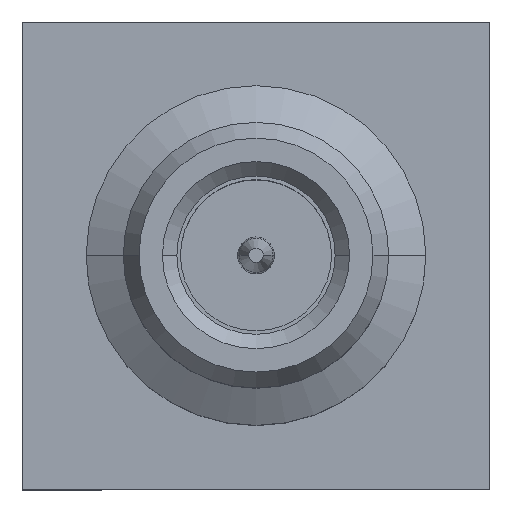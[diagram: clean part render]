
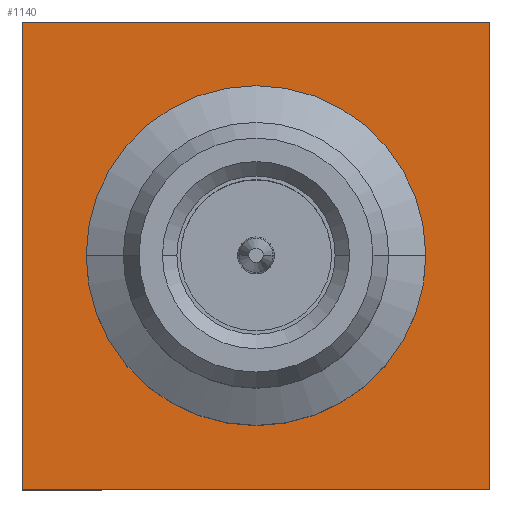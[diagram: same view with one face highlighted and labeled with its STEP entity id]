
A CAD part, top view. The second image highlights one B-rep face of the part: STEP entity #1140.
In plain terms, the highlighted planar face has unit normal (0, 0, 1).
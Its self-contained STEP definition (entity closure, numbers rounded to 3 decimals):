
#97 = EDGE_LOOP ( 'NONE', ( #1993, #2485 ) ) ;
#372 = DIRECTION ( 'NONE',  ( 0., 0., 1. ) ) ;
#391 = DIRECTION ( 'NONE',  ( 1., 0., 0. ) ) ;
#414 = CARTESIAN_POINT ( 'NONE',  ( 0., 0., -6. ) ) ;
#441 = VERTEX_POINT ( 'NONE', #2784 ) ;
#507 = VECTOR ( 'NONE', #971, 1000. ) ;
#514 = CARTESIAN_POINT ( 'NONE',  ( -3.25, 2.045, -6. ) ) ;
#525 = VERTEX_POINT ( 'NONE', #2441 ) ;
#526 = ORIENTED_EDGE ( 'NONE', *, *, #1576, .T. ) ;
#726 = AXIS2_PLACEMENT_3D ( 'NONE', #1247, #3315, #3173 ) ;
#735 = CARTESIAN_POINT ( 'NONE',  ( 3.25, 3.25, -6. ) ) ;
#765 = CARTESIAN_POINT ( 'NONE',  ( -2.045, 0., -6. ) ) ;
#781 = AXIS2_PLACEMENT_3D ( 'NONE', #2899, #2909, #2915 ) ;
#838 = CARTESIAN_POINT ( 'NONE',  ( -3.25, -3.25, -6. ) ) ;
#855 = CARTESIAN_POINT ( 'NONE',  ( 3.25, -3.25, -6. ) ) ;
#971 = DIRECTION ( 'NONE',  ( 0., -1., 0. ) ) ;
#1140 = ADVANCED_FACE ( 'NONE', ( #2876, #1454 ), #2849, .F. ) ;
#1191 = EDGE_CURVE ( 'NONE', #1789, #1908, #1343, .T. ) ;
#1202 = ORIENTED_EDGE ( 'NONE', *, *, #1928, .T. ) ;
#1231 = AXIS2_PLACEMENT_3D ( 'NONE', #414, #372, #391 ) ;
#1247 = CARTESIAN_POINT ( 'NONE',  ( 0., 0., -6. ) ) ;
#1250 = EDGE_LOOP ( 'NONE', ( #2387, #1669, #526, #1202 ) ) ;
#1343 = LINE ( 'NONE', #3166, #2032 ) ;
#1414 = CIRCLE ( 'NONE', #726, 2.045 ) ;
#1454 = FACE_BOUND ( 'NONE', #97, .T. ) ;
#1455 = EDGE_CURVE ( 'NONE', #1908, #3225, #2991, .T. ) ;
#1576 = EDGE_CURVE ( 'NONE', #3225, #525, #2191, .T. ) ;
#1669 = ORIENTED_EDGE ( 'NONE', *, *, #1455, .T. ) ;
#1675 = EDGE_CURVE ( 'NONE', #3220, #441, #1414, .T. ) ;
#1789 = VERTEX_POINT ( 'NONE', #838 ) ;
#1908 = VERTEX_POINT ( 'NONE', #855 ) ;
#1928 = EDGE_CURVE ( 'NONE', #525, #1789, #2501, .T. ) ;
#1947 = EDGE_CURVE ( 'NONE', #441, #3220, #2410, .T. ) ;
#1993 = ORIENTED_EDGE ( 'NONE', *, *, #1947, .F. ) ;
#2032 = VECTOR ( 'NONE', #3013, 1000. ) ;
#2050 = CARTESIAN_POINT ( 'NONE',  ( 0., 3.25, -6. ) ) ;
#2061 = DIRECTION ( 'NONE',  ( -1., 0., 0. ) ) ;
#2191 = LINE ( 'NONE', #2050, #2825 ) ;
#2264 = VECTOR ( 'NONE', #2881, 1000. ) ;
#2387 = ORIENTED_EDGE ( 'NONE', *, *, #1191, .T. ) ;
#2410 = CIRCLE ( 'NONE', #1231, 2.045 ) ;
#2441 = CARTESIAN_POINT ( 'NONE',  ( -3.25, 3.25, -6. ) ) ;
#2485 = ORIENTED_EDGE ( 'NONE', *, *, #1675, .F. ) ;
#2501 = LINE ( 'NONE', #514, #507 ) ;
#2784 = CARTESIAN_POINT ( 'NONE',  ( 2.045, 0., -6. ) ) ;
#2825 = VECTOR ( 'NONE', #2061, 1000. ) ;
#2833 = CARTESIAN_POINT ( 'NONE',  ( 3.25, 2.045, -6. ) ) ;
#2849 = PLANE ( 'NONE',  #781 ) ;
#2876 = FACE_OUTER_BOUND ( 'NONE', #1250, .T. ) ;
#2881 = DIRECTION ( 'NONE',  ( 0., 1., 0. ) ) ;
#2899 = CARTESIAN_POINT ( 'NONE',  ( 0., 2.045, -6. ) ) ;
#2909 = DIRECTION ( 'NONE',  ( 0., 0., -1. ) ) ;
#2915 = DIRECTION ( 'NONE',  ( -1., 0., 0. ) ) ;
#2991 = LINE ( 'NONE', #2833, #2264 ) ;
#3013 = DIRECTION ( 'NONE',  ( 1., 0., 0. ) ) ;
#3166 = CARTESIAN_POINT ( 'NONE',  ( 0., -3.25, -6. ) ) ;
#3173 = DIRECTION ( 'NONE',  ( 1., 0., 0. ) ) ;
#3220 = VERTEX_POINT ( 'NONE', #765 ) ;
#3225 = VERTEX_POINT ( 'NONE', #735 ) ;
#3315 = DIRECTION ( 'NONE',  ( 0., 0., 1. ) ) ;
